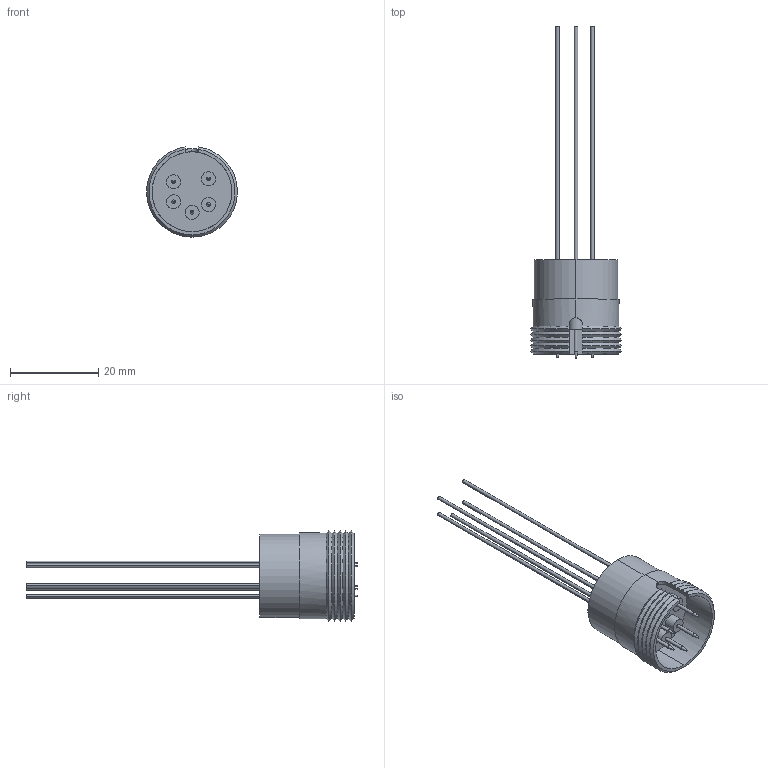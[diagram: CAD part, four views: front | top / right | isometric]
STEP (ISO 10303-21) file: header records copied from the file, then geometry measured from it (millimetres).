
FILE_DESCRIPTION (( 'STEP AP203' ), '1' );
FILE_NAME ('A1424-1-W.STEP', '2012-11-14T19:48:05', ( '' ), ( '' ), 'SwSTEP 2.0', 'SolidWorks 2012', '' );
FILE_SCHEMA (( 'CONFIG_CONTROL_DESIGN' ));
Length unit declared in the file: inch
Products named in the file (1): A1424-1-W
Bounding box: 20.58 x 75.44 x 20.53 mm (x, y, z)
Volume: 2131.5 mm3; surface area: 4496.2 mm2
Topology: 1 solids, 1 shells, 128 faces, 277 edges, 178 vertices
Faces by surface type: cylinder 61, plane 32, cone 25, torus 10
Entity records: 3684 total; most frequent: CARTESIAN_POINT 695, DIRECTION 675, ORIENTED_EDGE 554, AXIS2_PLACEMENT_3D 296, EDGE_CURVE 277, VERTEX_POINT 178, CIRCLE 167, EDGE_LOOP 155
